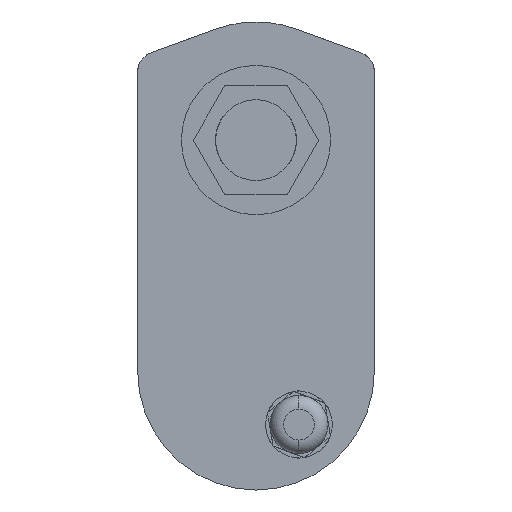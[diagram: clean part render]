
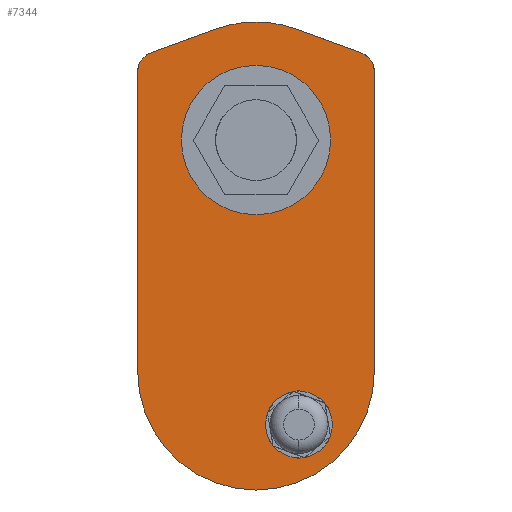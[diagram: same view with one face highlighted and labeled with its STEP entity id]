
A CAD part, front view. The second image highlights one B-rep face of the part: STEP entity #7344.
In plain terms, the highlighted planar face has unit normal (0, -1, 0).
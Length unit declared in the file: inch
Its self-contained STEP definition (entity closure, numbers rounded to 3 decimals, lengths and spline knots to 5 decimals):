
#178 = ORIENTED_EDGE ( 'NONE', *, *, #8145, .F. ) ;
#185 = VECTOR ( 'NONE', #12765, 39.37008 ) ;
#282 = VECTOR ( 'NONE', #13398, 39.37008 ) ;
#287 = LINE ( 'NONE', #13682, #282 ) ;
#323 = ORIENTED_EDGE ( 'NONE', *, *, #6409, .F. ) ;
#331 = LINE ( 'NONE', #13103, #185 ) ;
#355 = ORIENTED_EDGE ( 'NONE', *, *, #11172, .F. ) ;
#525 = ORIENTED_EDGE ( 'NONE', *, *, #12785, .F. ) ;
#820 = ORIENTED_EDGE ( 'NONE', *, *, #7667, .T. ) ;
#875 = ORIENTED_EDGE ( 'NONE', *, *, #5534, .F. ) ;
#880 = ORIENTED_EDGE ( 'NONE', *, *, #7612, .F. ) ;
#882 = CARTESIAN_POINT ( 'NONE',  ( 0., -4.8965, 0. ) ) ;
#1031 = ORIENTED_EDGE ( 'NONE', *, *, #8661, .T. ) ;
#1053 = DIRECTION ( 'NONE',  ( -0.94, 0., 0.342 ) ) ;
#1163 = FACE_BOUND ( 'NONE', #8243, .T. ) ;
#1167 = FACE_OUTER_BOUND ( 'NONE', #6516, .T. ) ;
#1168 = CARTESIAN_POINT ( 'NONE',  ( 1.3287, -4.8965, 1.11 ) ) ;
#1182 = FACE_BOUND ( 'NONE', #7236, .T. ) ;
#1184 = ORIENTED_EDGE ( 'NONE', *, *, #5987, .T. ) ;
#1310 = CIRCLE ( 'NONE', #9151, 1.5 ) ;
#1392 = CARTESIAN_POINT ( 'NONE',  ( 1.5, -4.8965, -2.9375 ) ) ;
#1489 = DIRECTION ( 'NONE',  ( -0.94, 0., -0.342 ) ) ;
#1647 = CARTESIAN_POINT ( 'NONE',  ( 0.545, -4.8965, -4.0405 ) ) ;
#1726 = DIRECTION ( 'NONE',  ( 0.866, 0., 0.5 ) ) ;
#1787 = CARTESIAN_POINT ( 'NONE',  ( -0.51218, -4.8965, 1.40719 ) ) ;
#1937 = VERTEX_POINT ( 'NONE', #14715 ) ;
#2091 = CARTESIAN_POINT ( 'NONE',  ( 0.545, -4.8965, -4.0405 ) ) ;
#2442 = ORIENTED_EDGE ( 'NONE', *, *, #8742, .T. ) ;
#2673 = VERTEX_POINT ( 'NONE', #14500 ) ;
#2783 = CARTESIAN_POINT ( 'NONE',  ( 0., -4.8965, 1.4975 ) ) ;
#2792 = VECTOR ( 'NONE', #14350, 39.37008 ) ;
#2824 = VECTOR ( 'NONE', #1489, 39.37008 ) ;
#2847 = LINE ( 'NONE', #1787, #2824 ) ;
#2864 = VECTOR ( 'NONE', #1726, 39.37008 ) ;
#2885 = CARTESIAN_POINT ( 'NONE',  ( 0.17, -4.8965, -3.39098 ) ) ;
#2958 = LINE ( 'NONE', #14493, #2792 ) ;
#2998 = LINE ( 'NONE', #1647, #2864 ) ;
#3038 = EDGE_CURVE ( 'NONE', #10448, #13205, #6611, .T. ) ;
#3124 = DIRECTION ( 'NONE',  ( 0., 0., -1. ) ) ;
#3128 = DIRECTION ( 'NONE',  ( 0., -1., 0. ) ) ;
#3146 = CARTESIAN_POINT ( 'NONE',  ( 0.92, -4.8965, -3.39098 ) ) ;
#3150 = CARTESIAN_POINT ( 'NONE',  ( 0., -4.8965, 0. ) ) ;
#3288 = DIRECTION ( 'NONE',  ( 0., 0., -1. ) ) ;
#3298 = VECTOR ( 'NONE', #1053, 39.37008 ) ;
#3318 = DIRECTION ( 'NONE',  ( 0., -1., 0. ) ) ;
#3324 = LINE ( 'NONE', #1168, #3298 ) ;
#3331 = CARTESIAN_POINT ( 'NONE',  ( -1.23965, -4.8965, 0.86535 ) ) ;
#3347 = DIRECTION ( 'NONE',  ( 0., -1., 0. ) ) ;
#3365 = DIRECTION ( 'NONE',  ( -0.866, 0., 0.5 ) ) ;
#3388 = DIRECTION ( 'NONE',  ( 0., 0., -1. ) ) ;
#3615 = LINE ( 'NONE', #6655, #3659 ) ;
#3659 = VECTOR ( 'NONE', #3388, 39.37008 ) ;
#4145 = VERTEX_POINT ( 'NONE', #13397 ) ;
#4258 = DIRECTION ( 'NONE',  ( 0., 0., -1. ) ) ;
#4333 = ORIENTED_EDGE ( 'NONE', *, *, #3038, .T. ) ;
#4384 = AXIS2_PLACEMENT_3D ( 'NONE', #882, #3347, #12523 ) ;
#4433 = CIRCLE ( 'NONE', #9783, 0.94675 ) ;
#4472 = CARTESIAN_POINT ( 'NONE',  ( 0.92, -4.8965, -3.39098 ) ) ;
#4486 = ORIENTED_EDGE ( 'NONE', *, *, #11280, .T. ) ;
#4566 = VECTOR ( 'NONE', #9430, 39.37008 ) ;
#4629 = LINE ( 'NONE', #9464, #4566 ) ;
#4684 = VERTEX_POINT ( 'NONE', #10386 ) ;
#4882 = EDGE_CURVE ( 'NONE', #1937, #9385, #4629, .T. ) ;
#5287 = VERTEX_POINT ( 'NONE', #9566 ) ;
#5534 = EDGE_CURVE ( 'NONE', #10569, #12164, #3615, .T. ) ;
#5987 = EDGE_CURVE ( 'NONE', #5287, #12082, #3324, .T. ) ;
#6409 = EDGE_CURVE ( 'NONE', #2673, #10201, #2958, .T. ) ;
#6516 = EDGE_LOOP ( 'NONE', ( #14610, #14952, #14968, #820, #1031, #1184, #2442, #4333, #4486 ) ) ;
#6611 = CIRCLE ( 'NONE', #4384, 1.4975 ) ;
#6655 = CARTESIAN_POINT ( 'NONE',  ( 0.17, -4.8965, -3.39098 ) ) ;
#6894 = CARTESIAN_POINT ( 'NONE',  ( -1.5, -4.8965, -2.9375 ) ) ;
#7236 = EDGE_LOOP ( 'NONE', ( #178, #323, #355, #525, #875, #880 ) ) ;
#7344 = ADVANCED_FACE ( 'NONE', ( #1163, #1167, #1182 ), #8772, .T. ) ;
#7375 = DIRECTION ( 'NONE',  ( 0., 0., -1. ) ) ;
#7434 = DIRECTION ( 'NONE',  ( 0., -1., 0. ) ) ;
#7496 = CARTESIAN_POINT ( 'NONE',  ( 1.23965, -4.8965, 0.86535 ) ) ;
#7612 = EDGE_CURVE ( 'NONE', #12809, #10569, #287, .T. ) ;
#7667 = EDGE_CURVE ( 'NONE', #11466, #13467, #331, .T. ) ;
#7896 = DIRECTION ( 'NONE',  ( 0., -1., 0. ) ) ;
#8106 = CARTESIAN_POINT ( 'NONE',  ( 0., -4.8965, -0.94675 ) ) ;
#8117 = EDGE_CURVE ( 'NONE', #4684, #1937, #13447, .T. ) ;
#8145 = EDGE_CURVE ( 'NONE', #10201, #12809, #13151, .T. ) ;
#8243 = EDGE_LOOP ( 'NONE', ( #14478, #14580 ) ) ;
#8420 = AXIS2_PLACEMENT_3D ( 'NONE', #8744, #8694, #8678 ) ;
#8473 = EDGE_CURVE ( 'NONE', #14462, #4145, #11802, .T. ) ;
#8661 = EDGE_CURVE ( 'NONE', #13467, #5287, #10597, .T. ) ;
#8678 = DIRECTION ( 'NONE',  ( 0., 0., -1. ) ) ;
#8694 = DIRECTION ( 'NONE',  ( 0., -1., 0. ) ) ;
#8742 = EDGE_CURVE ( 'NONE', #12082, #10448, #10406, .T. ) ;
#8744 = CARTESIAN_POINT ( 'NONE',  ( -1.23965, -4.8965, 0.86535 ) ) ;
#8772 = PLANE ( 'NONE',  #8420 ) ;
#9151 = AXIS2_PLACEMENT_3D ( 'NONE', #12886, #12878, #12865 ) ;
#9385 = VERTEX_POINT ( 'NONE', #6894 ) ;
#9430 = DIRECTION ( 'NONE',  ( 0., 0., -1. ) ) ;
#9464 = CARTESIAN_POINT ( 'NONE',  ( -1.5, -4.8965, 0.86535 ) ) ;
#9566 = CARTESIAN_POINT ( 'NONE',  ( 1.3287, -4.8965, 1.11 ) ) ;
#9783 = AXIS2_PLACEMENT_3D ( 'NONE', #3150, #3128, #3124 ) ;
#10201 = VERTEX_POINT ( 'NONE', #4472 ) ;
#10254 = CARTESIAN_POINT ( 'NONE',  ( 1.5, -4.8965, 0.86535 ) ) ;
#10293 = DIRECTION ( 'NONE',  ( 0., 0., -1. ) ) ;
#10295 = DIRECTION ( 'NONE',  ( 0., -1., 0. ) ) ;
#10308 = CARTESIAN_POINT ( 'NONE',  ( 0., -4.8965, 0. ) ) ;
#10347 = EDGE_CURVE ( 'NONE', #4145, #14462, #4433, .T. ) ;
#10386 = CARTESIAN_POINT ( 'NONE',  ( -1.3287, -4.8965, 1.11 ) ) ;
#10406 = CIRCLE ( 'NONE', #12290, 1.4975 ) ;
#10448 = VERTEX_POINT ( 'NONE', #2783 ) ;
#10569 = VERTEX_POINT ( 'NONE', #2885 ) ;
#10597 = CIRCLE ( 'NONE', #12403, 0.26035 ) ;
#10664 = CARTESIAN_POINT ( 'NONE',  ( -0.51218, -4.8965, 1.40719 ) ) ;
#10890 = VERTEX_POINT ( 'NONE', #2091 ) ;
#11172 = EDGE_CURVE ( 'NONE', #10890, #2673, #2998, .T. ) ;
#11280 = EDGE_CURVE ( 'NONE', #13205, #4684, #2847, .T. ) ;
#11336 = CARTESIAN_POINT ( 'NONE',  ( 0., -4.8965, 0. ) ) ;
#11466 = VERTEX_POINT ( 'NONE', #1392 ) ;
#11649 = CARTESIAN_POINT ( 'NONE',  ( 0.545, -4.8965, -3.17447 ) ) ;
#11717 = CARTESIAN_POINT ( 'NONE',  ( 0.17, -4.8965, -3.82399 ) ) ;
#11733 = DIRECTION ( 'NONE',  ( 0.866, 0., -0.5 ) ) ;
#11802 = CIRCLE ( 'NONE', #12737, 0.94675 ) ;
#12082 = VERTEX_POINT ( 'NONE', #13174 ) ;
#12164 = VERTEX_POINT ( 'NONE', #13233 ) ;
#12286 = EDGE_CURVE ( 'NONE', #9385, #11466, #1310, .T. ) ;
#12290 = AXIS2_PLACEMENT_3D ( 'NONE', #10308, #10295, #10293 ) ;
#12403 = AXIS2_PLACEMENT_3D ( 'NONE', #7496, #7434, #7375 ) ;
#12523 = DIRECTION ( 'NONE',  ( 0., 0., -1. ) ) ;
#12737 = AXIS2_PLACEMENT_3D ( 'NONE', #11336, #7896, #4258 ) ;
#12765 = DIRECTION ( 'NONE',  ( 0., 0., 1. ) ) ;
#12785 = EDGE_CURVE ( 'NONE', #12164, #10890, #14770, .T. ) ;
#12809 = VERTEX_POINT ( 'NONE', #11649 ) ;
#12865 = DIRECTION ( 'NONE',  ( 0., 0., -1. ) ) ;
#12878 = DIRECTION ( 'NONE',  ( 0., -1., 0. ) ) ;
#12886 = CARTESIAN_POINT ( 'NONE',  ( 0., -4.8965, -2.9375 ) ) ;
#13103 = CARTESIAN_POINT ( 'NONE',  ( 1.5, -4.8965, -2.9375 ) ) ;
#13151 = LINE ( 'NONE', #3146, #13337 ) ;
#13170 = AXIS2_PLACEMENT_3D ( 'NONE', #3331, #3318, #3288 ) ;
#13174 = CARTESIAN_POINT ( 'NONE',  ( 0.51218, -4.8965, 1.40719 ) ) ;
#13205 = VERTEX_POINT ( 'NONE', #10664 ) ;
#13233 = CARTESIAN_POINT ( 'NONE',  ( 0.17, -4.8965, -3.82399 ) ) ;
#13337 = VECTOR ( 'NONE', #3365, 39.37008 ) ;
#13397 = CARTESIAN_POINT ( 'NONE',  ( 0., -4.8965, 0.94675 ) ) ;
#13398 = DIRECTION ( 'NONE',  ( -0.866, 0., -0.5 ) ) ;
#13447 = CIRCLE ( 'NONE', #13170, 0.26035 ) ;
#13467 = VERTEX_POINT ( 'NONE', #10254 ) ;
#13682 = CARTESIAN_POINT ( 'NONE',  ( 0.545, -4.8965, -3.17447 ) ) ;
#14350 = DIRECTION ( 'NONE',  ( 0., 0., 1. ) ) ;
#14462 = VERTEX_POINT ( 'NONE', #8106 ) ;
#14478 = ORIENTED_EDGE ( 'NONE', *, *, #10347, .F. ) ;
#14493 = CARTESIAN_POINT ( 'NONE',  ( 0.92, -4.8965, -3.82399 ) ) ;
#14500 = CARTESIAN_POINT ( 'NONE',  ( 0.92, -4.8965, -3.82399 ) ) ;
#14580 = ORIENTED_EDGE ( 'NONE', *, *, #8473, .F. ) ;
#14610 = ORIENTED_EDGE ( 'NONE', *, *, #8117, .T. ) ;
#14646 = VECTOR ( 'NONE', #11733, 39.37008 ) ;
#14715 = CARTESIAN_POINT ( 'NONE',  ( -1.5, -4.8965, 0.86535 ) ) ;
#14770 = LINE ( 'NONE', #11717, #14646 ) ;
#14952 = ORIENTED_EDGE ( 'NONE', *, *, #4882, .T. ) ;
#14968 = ORIENTED_EDGE ( 'NONE', *, *, #12286, .T. ) ;
